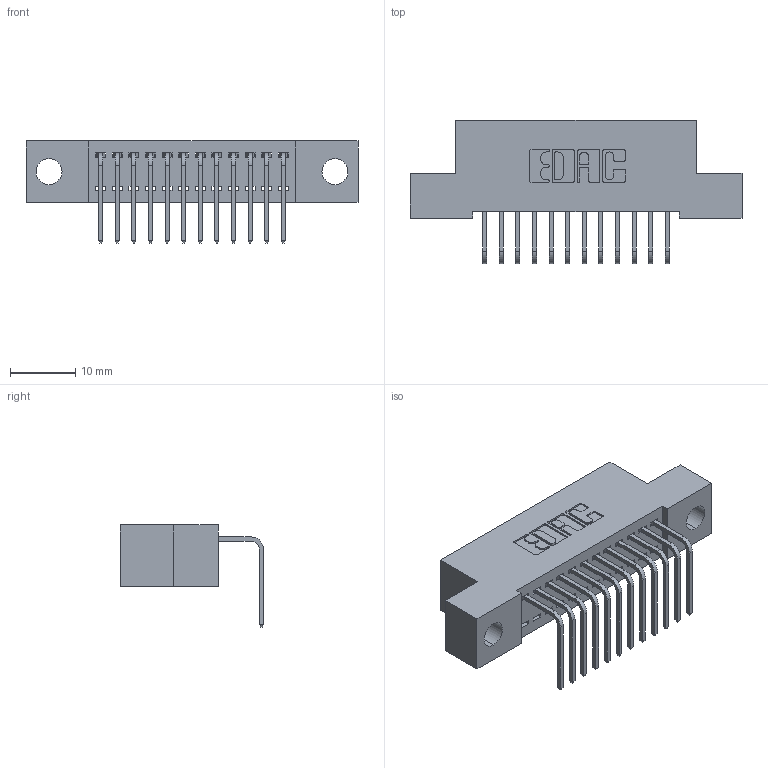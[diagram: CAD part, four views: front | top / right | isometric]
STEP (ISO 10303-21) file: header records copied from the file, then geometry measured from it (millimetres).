
FILE_DESCRIPTION (( 'STEP AP203' ), '1' );
FILE_NAME ('392-012-558-104.STEP', '2018-08-14T22:34:11', ( '' ), ( '' ), 'SwSTEP 2.0', 'SolidWorks 2016', '' );
FILE_SCHEMA (( 'CONFIG_CONTROL_DESIGN' ));
Length unit declared in the file: inch
Products named in the file (3): 342 Part_.156 TH; 345-292-001_558 Tail - 2; 392-012-558-104
Assembly tree (13 placements, depth 2):
  392-012-558-104
    342 Part_.156 TH
    345-292-001_558 Tail - 2  x12
Bounding box: 50.8 x 21.91 x 15.62 mm (x, y, z)
Volume: 4296.6 mm3; surface area: 5795.1 mm2
Topology: 13 solids, 13 shells, 830 faces, 2483 edges, 1638 vertices
Faces by surface type: plane 594, cylinder 236
Entity records: 11171 total; most frequent: CARTESIAN_POINT 1938, ORIENTED_EDGE 1886, DIRECTION 1695, EDGE_CURVE 943, VECTOR 815, LINE 815, VERTEX_POINT 626, AXIS2_PLACEMENT_3D 440
